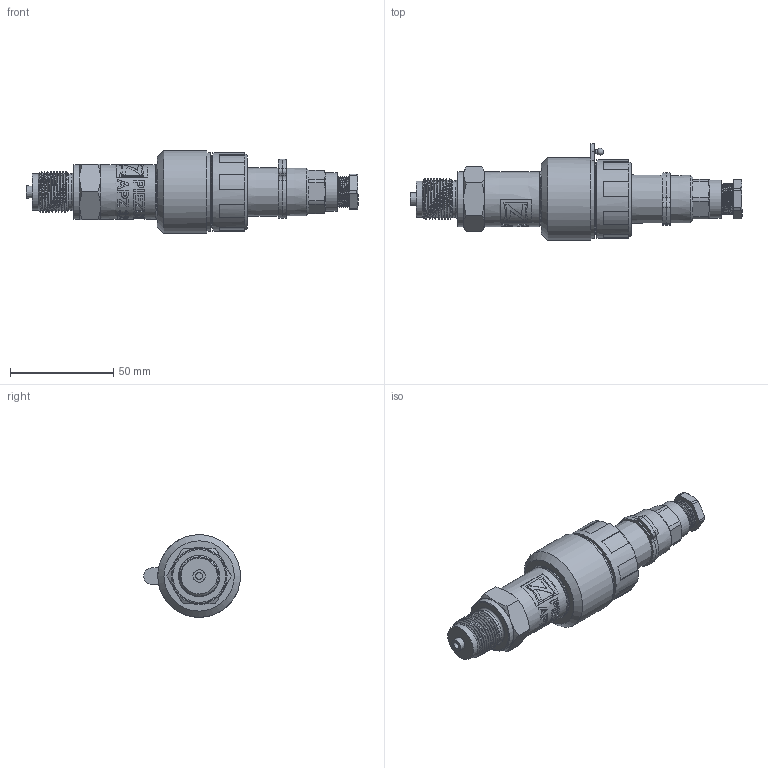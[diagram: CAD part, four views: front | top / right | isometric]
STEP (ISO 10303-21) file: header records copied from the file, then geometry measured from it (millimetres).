
FILE_DESCRIPTION(/* description */ (''),/* implementation_level */ '2;1');
FILE_NAME(/* name */ 'APZ3230_2_Buccaneer.step',/* time_stamp */ '2021-06-25T12:05:19+03:00',/* author */ (''),/* organization */ (''),/* preprocessor_version */ 'ST-DEVELOPER v18.1',/* originating_system */ 'Autodesk Translation Framework v10.9.0.1377',/* authorisation */ '');
FILE_SCHEMA (('AUTOMOTIVE_DESIGN { 1 0 10303 214 3 1 1 }'));
Length unit declared in the file: millimetre
Products named in the file (9): АПЗ 3420 в.2; M20x1,5 EN; Bucaneer assembly v5; Bucaneer male v11; px0735-p; px0735-p_1; Bucaneer female v5; px0736-s; px0736-s_2
Assembly tree (8 placements, depth 5):
  АПЗ 3420 в.2
    M20x1,5 EN
    Bucaneer assembly v5
      Bucaneer male v11
        px0735-p
          px0735-p_1
      Bucaneer female v5
        px0736-s
          px0736-s_2
Bounding box: 160.59 x 46.89 x 40 mm (x, y, z)
Volume: 79509.5 mm3; surface area: 48963 mm2
Topology: 13 solids, 17 shells, 1691 faces, 4672 edges, 3072 vertices
Faces by surface type: plane 997, bspline 308, cylinder 208, cone 153, torus 14, sphere 11
Full cylindrical faces by diameter (mm): 2.03 x1, 2.413 x4, 2.439 x6, 2.459 x2, 2.464 x2, 2.87 x4, 3 x4, 3.302 x6, 3.734 x2, 4.1 x6, 4.19 x2, 4.47 x2, 8.255 x1, 9.53 x2, 11.938 x1, 12.09 x1, 13.716 x1, 13.741 x5, 14.021 x1, 14.884 x6, 15.062 x9, 16.61 x1, 17 x1, 17.8 x1, 18 x1, 18.137 x8, 18.42 x1, 19.85 x7, 20.1 x2, 20.447 x1
Entity records: 91970 total; most frequent: CARTESIAN_POINT 50964, ORIENTED_EDGE 9318, DIRECTION 7069, EDGE_CURVE 4659, VERTEX_POINT 3072, LINE 2961, VECTOR 2961, AXIS2_PLACEMENT_3D 2054
